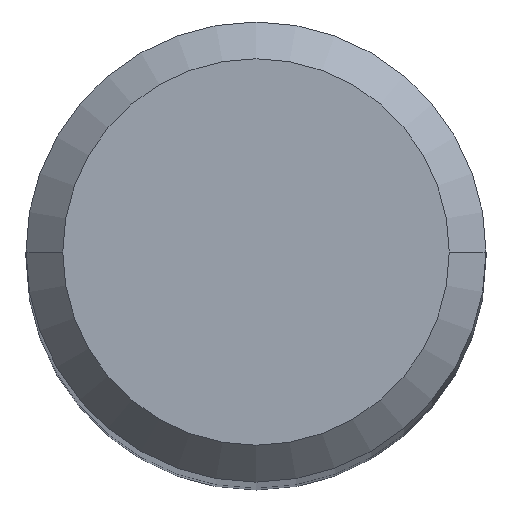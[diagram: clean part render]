
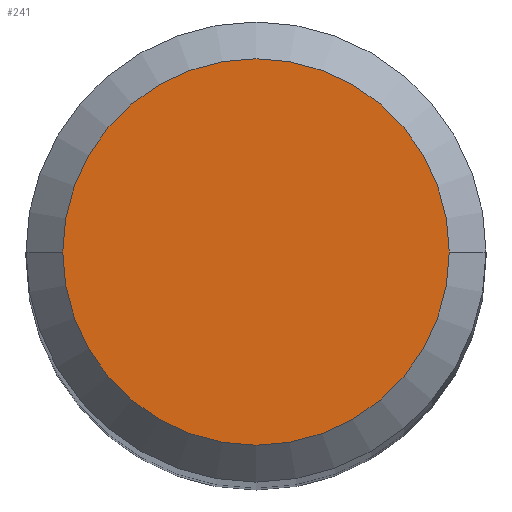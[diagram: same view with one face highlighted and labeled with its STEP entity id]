
A CAD part, top view. The second image highlights one B-rep face of the part: STEP entity #241.
In plain terms, the highlighted planar face has unit normal (0, 0, 1).
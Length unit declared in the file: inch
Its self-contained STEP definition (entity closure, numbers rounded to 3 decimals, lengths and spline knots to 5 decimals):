
#7 = PLANE ( 'NONE',  #97 ) ;
#42 = CARTESIAN_POINT ( 'NONE',  ( 0., 0., 2. ) ) ;
#55 = DIRECTION ( 'NONE',  ( 1., 0., 0. ) ) ;
#68 = AXIS2_PLACEMENT_3D ( 'NONE', #87, #210, #55 ) ;
#87 = CARTESIAN_POINT ( 'NONE',  ( 0., 0., 2. ) ) ;
#92 = CARTESIAN_POINT ( 'NONE',  ( 0., 0., 2. ) ) ;
#93 = FACE_OUTER_BOUND ( 'NONE', #276, .T. ) ;
#95 = AXIS2_PLACEMENT_3D ( 'NONE', #92, #114, #221 ) ;
#97 = AXIS2_PLACEMENT_3D ( 'NONE', #42, #200, #214 ) ;
#114 = DIRECTION ( 'NONE',  ( 0., 0., 1. ) ) ;
#124 = CIRCLE ( 'NONE', #68, 0.07875 ) ;
#143 = EDGE_CURVE ( 'NONE', #173, #298, #303, .T. ) ;
#151 = ORIENTED_EDGE ( 'NONE', *, *, #215, .T. ) ;
#173 = VERTEX_POINT ( 'NONE', #230 ) ;
#200 = DIRECTION ( 'NONE',  ( 0., 0., 1. ) ) ;
#203 = ORIENTED_EDGE ( 'NONE', *, *, #143, .T. ) ;
#210 = DIRECTION ( 'NONE',  ( 0., 0., 1. ) ) ;
#214 = DIRECTION ( 'NONE',  ( 1., 0., 0. ) ) ;
#215 = EDGE_CURVE ( 'NONE', #298, #173, #124, .T. ) ;
#221 = DIRECTION ( 'NONE',  ( 1., 0., 0. ) ) ;
#230 = CARTESIAN_POINT ( 'NONE',  ( 0.07875, 0., 2. ) ) ;
#241 = ADVANCED_FACE ( 'NONE', ( #93 ), #7, .T. ) ;
#276 = EDGE_LOOP ( 'NONE', ( #151, #203 ) ) ;
#285 = CARTESIAN_POINT ( 'NONE',  ( -0.07875, 0., 2. ) ) ;
#298 = VERTEX_POINT ( 'NONE', #285 ) ;
#303 = CIRCLE ( 'NONE', #95, 0.07875 ) ;
